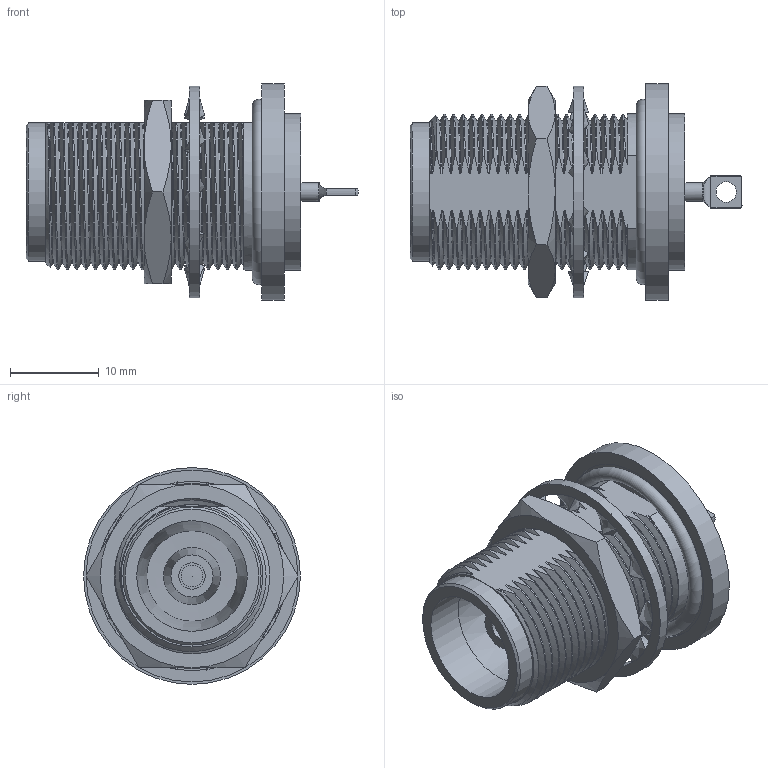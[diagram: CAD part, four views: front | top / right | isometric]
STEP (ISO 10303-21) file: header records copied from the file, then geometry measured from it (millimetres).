
FILE_DESCRIPTION (( 'STEP AP203' ), '1' );
FILE_NAME ('PE4980_3D.step', '2022-02-03T17:35:29', ( '' ), ( '' ), 'SwSTEP 2.0', 'SolidWorks 2021', '' );
FILE_SCHEMA (( 'CONFIG_CONTROL_DESIGN' ));
Products named in the file (1): PE4980_3D
Bounding box: 37.34 x 24.38 x 24.38 mm (x, y, z)
Volume: 6813.7 mm3; surface area: 5879.5 mm2
Topology: 5 solids, 5 shells, 220 faces, 602 edges, 395 vertices
Faces by surface type: bspline 110, cylinder 49, plane 36, cone 22, torus 3
Full cylindrical faces by diameter (mm): 2.044 x1, 2.286 x1, 2.454 x1, 2.962 x2, 12.441 x1, 15.538 x1, 17.564 x1, 17.583 x1, 21.416 x1, 23.825 x1, 24.384 x1
Entity records: 59527 total; most frequent: CARTESIAN_POINT 55276, ORIENTED_EDGE 1140, EDGE_CURVE 570, DIRECTION 471, VERTEX_POINT 385, B_SPLINE_CURVE_WITH_KNOTS 260, EDGE_LOOP 251, FACE_OUTER_BOUND 230
